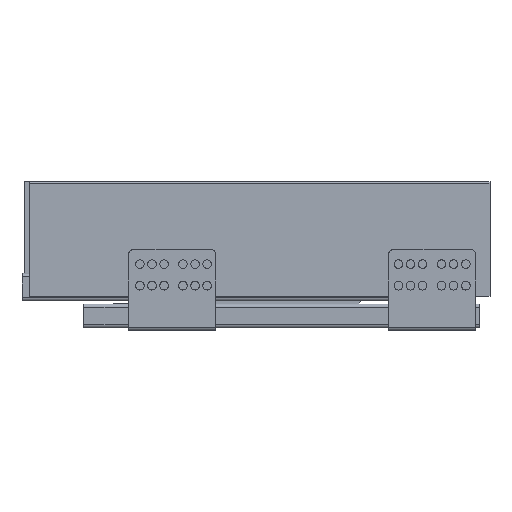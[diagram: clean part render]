
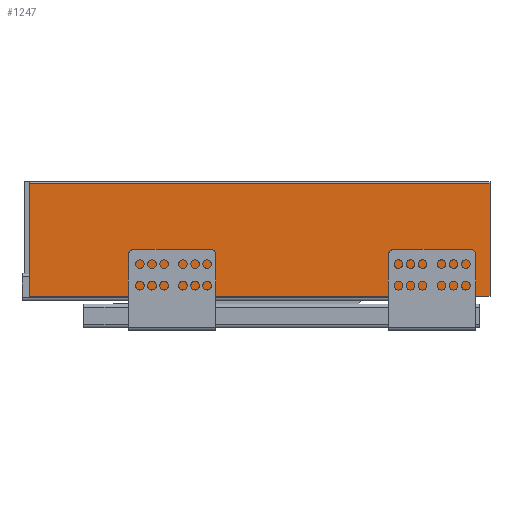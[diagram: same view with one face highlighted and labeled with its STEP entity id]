
A CAD part, top view. The second image highlights one B-rep face of the part: STEP entity #1247.
In plain terms, the highlighted planar face has unit normal (0, 0, 1).
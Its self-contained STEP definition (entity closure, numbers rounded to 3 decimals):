
#95 = ORIENTED_EDGE ( 'NONE', *, *, #731, .F. ) ;
#136 = VERTEX_POINT ( 'NONE', #4419 ) ;
#373 = CARTESIAN_POINT ( 'NONE',  ( -342., 0., 59. ) ) ;
#683 = DIRECTION ( 'NONE',  ( 0., 1., 0. ) ) ;
#731 = EDGE_CURVE ( 'NONE', #9029, #8036, #975, .T. ) ;
#940 = CARTESIAN_POINT ( 'NONE',  ( -342., 84., 59. ) ) ;
#975 = LINE ( 'NONE', #3845, #8842 ) ;
#1090 = CARTESIAN_POINT ( 'NONE',  ( 0., 0., 59. ) ) ;
#1247 = ADVANCED_FACE ( 'NONE', ( #8328 ), #6124, .T. ) ;
#1379 = CARTESIAN_POINT ( 'NONE',  ( -342., 0., 59. ) ) ;
#1680 = EDGE_CURVE ( 'NONE', #6928, #8036, #6350, .T. ) ;
#1959 = DIRECTION ( 'NONE',  ( -1., 0., 0. ) ) ;
#2443 = DIRECTION ( 'NONE',  ( 1., 0., 0. ) ) ;
#2917 = EDGE_CURVE ( 'NONE', #136, #9029, #7765, .T. ) ;
#3128 = CARTESIAN_POINT ( 'NONE',  ( 0., 0., 59. ) ) ;
#3704 = EDGE_CURVE ( 'NONE', #136, #6928, #7728, .T. ) ;
#3845 = CARTESIAN_POINT ( 'NONE',  ( -342., 84., 59. ) ) ;
#4419 = CARTESIAN_POINT ( 'NONE',  ( -342., 0., 59. ) ) ;
#4773 = VECTOR ( 'NONE', #683, 1000. ) ;
#5493 = ORIENTED_EDGE ( 'NONE', *, *, #2917, .F. ) ;
#5548 = ORIENTED_EDGE ( 'NONE', *, *, #1680, .T. ) ;
#6046 = EDGE_LOOP ( 'NONE', ( #5548, #95, #5493, #6502 ) ) ;
#6077 = AXIS2_PLACEMENT_3D ( 'NONE', #9153, #6958, #1959 ) ;
#6081 = DIRECTION ( 'NONE',  ( 1., 0., 0. ) ) ;
#6124 = PLANE ( 'NONE',  #6077 ) ;
#6350 = LINE ( 'NONE', #3128, #7471 ) ;
#6502 = ORIENTED_EDGE ( 'NONE', *, *, #3704, .T. ) ;
#6928 = VERTEX_POINT ( 'NONE', #1090 ) ;
#6958 = DIRECTION ( 'NONE',  ( 0., 0., 1. ) ) ;
#7471 = VECTOR ( 'NONE', #8048, 1000. ) ;
#7728 = LINE ( 'NONE', #373, #7736 ) ;
#7736 = VECTOR ( 'NONE', #6081, 1000. ) ;
#7765 = LINE ( 'NONE', #1379, #4773 ) ;
#8036 = VERTEX_POINT ( 'NONE', #8377 ) ;
#8048 = DIRECTION ( 'NONE',  ( 0., 1., 0. ) ) ;
#8328 = FACE_OUTER_BOUND ( 'NONE', #6046, .T. ) ;
#8377 = CARTESIAN_POINT ( 'NONE',  ( 0., 84., 59. ) ) ;
#8842 = VECTOR ( 'NONE', #2443, 1000. ) ;
#9029 = VERTEX_POINT ( 'NONE', #940 ) ;
#9153 = CARTESIAN_POINT ( 'NONE',  ( -342., 0., 59. ) ) ;
